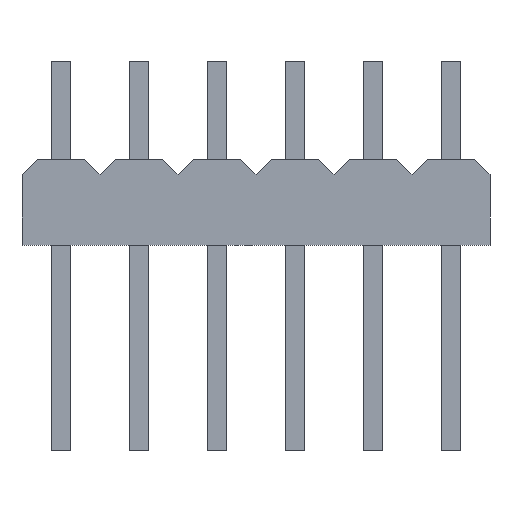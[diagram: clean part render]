
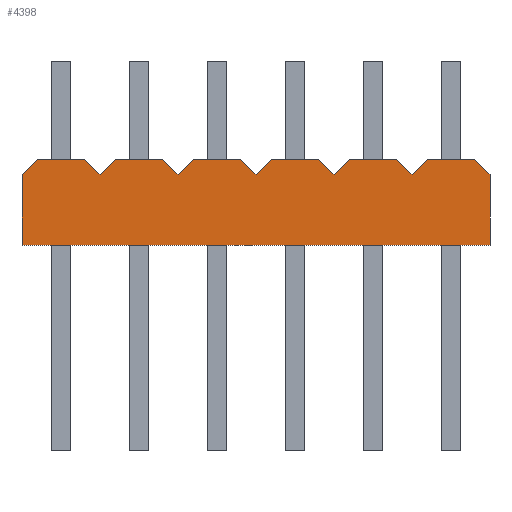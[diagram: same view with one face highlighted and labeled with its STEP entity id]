
A CAD part, front view. The second image highlights one B-rep face of the part: STEP entity #4398.
In plain terms, the highlighted planar face has unit normal (0, -1, 0).
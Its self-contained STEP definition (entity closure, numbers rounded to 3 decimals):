
#76=DIRECTION('',(0.,0.,-1.));
#77=VECTOR('',#76,2.3);
#78=CARTESIAN_POINT('',(-7.62,-2.5,-0.5));
#79=LINE('',#78,#77);
#824=DIRECTION('',(1.,0.,0.));
#825=VECTOR('',#824,15.24);
#826=CARTESIAN_POINT('',(-7.62,-2.5,-2.8));
#827=LINE('',#826,#825);
#1388=DIRECTION('',(-0.707,0.,-0.707));
#1389=VECTOR('',#1388,0.707);
#1390=CARTESIAN_POINT('',(5.58,-2.5,0.));
#1391=LINE('',#1390,#1389);
#1392=DIRECTION('',(1.,0.,0.));
#1393=VECTOR('',#1392,1.54);
#1394=CARTESIAN_POINT('',(5.58,-2.5,0.));
#1395=LINE('',#1394,#1393);
#1396=DIRECTION('',(-0.707,0.,0.707));
#1397=VECTOR('',#1396,0.707);
#1398=CARTESIAN_POINT('',(7.62,-2.5,-0.5));
#1399=LINE('',#1398,#1397);
#1400=DIRECTION('',(-0.707,0.,-0.707));
#1401=VECTOR('',#1400,0.707);
#1402=CARTESIAN_POINT('',(-7.12,-2.5,0.));
#1403=LINE('',#1402,#1401);
#1404=DIRECTION('',(1.,0.,0.));
#1405=VECTOR('',#1404,1.54);
#1406=CARTESIAN_POINT('',(-7.12,-2.5,0.));
#1407=LINE('',#1406,#1405);
#1408=DIRECTION('',(-0.707,0.,0.707));
#1409=VECTOR('',#1408,0.707);
#1410=CARTESIAN_POINT('',(-5.08,-2.5,-0.5));
#1411=LINE('',#1410,#1409);
#1412=DIRECTION('',(-0.707,0.,-0.707));
#1413=VECTOR('',#1412,0.707);
#1414=CARTESIAN_POINT('',(-4.58,-2.5,0.));
#1415=LINE('',#1414,#1413);
#1416=DIRECTION('',(1.,0.,0.));
#1417=VECTOR('',#1416,1.54);
#1418=CARTESIAN_POINT('',(-4.58,-2.5,0.));
#1419=LINE('',#1418,#1417);
#1420=DIRECTION('',(-0.707,0.,0.707));
#1421=VECTOR('',#1420,0.707);
#1422=CARTESIAN_POINT('',(-2.54,-2.5,-0.5));
#1423=LINE('',#1422,#1421);
#1424=DIRECTION('',(-0.707,0.,-0.707));
#1425=VECTOR('',#1424,0.707);
#1426=CARTESIAN_POINT('',(-2.04,-2.5,0.));
#1427=LINE('',#1426,#1425);
#1428=DIRECTION('',(1.,0.,0.));
#1429=VECTOR('',#1428,1.54);
#1430=CARTESIAN_POINT('',(-2.04,-2.5,0.));
#1431=LINE('',#1430,#1429);
#1432=DIRECTION('',(-0.707,0.,0.707));
#1433=VECTOR('',#1432,0.707);
#1434=CARTESIAN_POINT('',(0.,-2.5,-0.5));
#1435=LINE('',#1434,#1433);
#1436=DIRECTION('',(-0.707,0.,-0.707));
#1437=VECTOR('',#1436,0.707);
#1438=CARTESIAN_POINT('',(0.5,-2.5,0.));
#1439=LINE('',#1438,#1437);
#1440=DIRECTION('',(1.,0.,0.));
#1441=VECTOR('',#1440,1.54);
#1442=CARTESIAN_POINT('',(0.5,-2.5,0.));
#1443=LINE('',#1442,#1441);
#1444=DIRECTION('',(-0.707,0.,0.707));
#1445=VECTOR('',#1444,0.707);
#1446=CARTESIAN_POINT('',(2.54,-2.5,-0.5));
#1447=LINE('',#1446,#1445);
#1448=DIRECTION('',(-0.707,0.,-0.707));
#1449=VECTOR('',#1448,0.707);
#1450=CARTESIAN_POINT('',(3.04,-2.5,0.));
#1451=LINE('',#1450,#1449);
#1452=DIRECTION('',(1.,0.,0.));
#1453=VECTOR('',#1452,1.54);
#1454=CARTESIAN_POINT('',(3.04,-2.5,0.));
#1455=LINE('',#1454,#1453);
#1456=DIRECTION('',(-0.707,0.,0.707));
#1457=VECTOR('',#1456,0.707);
#1458=CARTESIAN_POINT('',(5.08,-2.5,-0.5));
#1459=LINE('',#1458,#1457);
#1628=DIRECTION('',(0.,0.,-1.));
#1629=VECTOR('',#1628,2.3);
#1630=CARTESIAN_POINT('',(7.62,-2.5,-0.5));
#1631=LINE('',#1630,#1629);
#1764=CARTESIAN_POINT('',(-7.62,-2.5,-2.8));
#1766=VERTEX_POINT('',#1764);
#1768=CARTESIAN_POINT('',(7.62,-2.5,-2.8));
#1770=VERTEX_POINT('',#1768);
#1773=CARTESIAN_POINT('',(-7.62,-2.5,-0.5));
#1775=VERTEX_POINT('',#1773);
#1777=CARTESIAN_POINT('',(7.62,-2.5,-0.5));
#1779=VERTEX_POINT('',#1777);
#1800=CARTESIAN_POINT('',(-7.12,-2.5,0.));
#1801=VERTEX_POINT('',#1800);
#1802=CARTESIAN_POINT('',(7.12,-2.5,0.));
#1803=VERTEX_POINT('',#1802);
#1826=CARTESIAN_POINT('',(-4.58,-2.5,0.));
#1827=VERTEX_POINT('',#1826);
#1828=CARTESIAN_POINT('',(-5.58,-2.5,0.));
#1829=VERTEX_POINT('',#1828);
#1830=CARTESIAN_POINT('',(-5.08,-2.5,-0.5));
#1831=VERTEX_POINT('',#1830);
#1918=CARTESIAN_POINT('',(-2.04,-2.5,0.));
#1919=VERTEX_POINT('',#1918);
#1920=CARTESIAN_POINT('',(-3.04,-2.5,0.));
#1921=VERTEX_POINT('',#1920);
#1922=CARTESIAN_POINT('',(-2.54,-2.5,-0.5));
#1923=VERTEX_POINT('',#1922);
#1946=CARTESIAN_POINT('',(0.5,-2.5,0.));
#1947=VERTEX_POINT('',#1946);
#1948=CARTESIAN_POINT('',(-0.5,-2.5,0.));
#1949=VERTEX_POINT('',#1948);
#1950=CARTESIAN_POINT('',(0.,-2.5,-0.5));
#1951=VERTEX_POINT('',#1950);
#1974=CARTESIAN_POINT('',(3.04,-2.5,0.));
#1975=VERTEX_POINT('',#1974);
#1976=CARTESIAN_POINT('',(2.04,-2.5,0.));
#1977=VERTEX_POINT('',#1976);
#1978=CARTESIAN_POINT('',(2.54,-2.5,-0.5));
#1979=VERTEX_POINT('',#1978);
#2002=CARTESIAN_POINT('',(5.58,-2.5,0.));
#2003=VERTEX_POINT('',#2002);
#2004=CARTESIAN_POINT('',(4.58,-2.5,0.));
#2005=VERTEX_POINT('',#2004);
#2006=CARTESIAN_POINT('',(5.08,-2.5,-0.5));
#2007=VERTEX_POINT('',#2006);
#4355=CARTESIAN_POINT('',(-7.62,-2.5,0.));
#4356=DIRECTION('',(0.,-1.,0.));
#4357=DIRECTION('',(0.,0.,-1.));
#4358=AXIS2_PLACEMENT_3D('',#4355,#4356,#4357);
#4359=PLANE('',#4358);
#4360=ORIENTED_EDGE('',*,*,#2431,.F.);
#4362=ORIENTED_EDGE('',*,*,#4361,.T.);
#4364=ORIENTED_EDGE('',*,*,#4363,.F.);
#4366=ORIENTED_EDGE('',*,*,#4365,.T.);
#4367=ORIENTED_EDGE('',*,*,#3067,.F.);
#4368=ORIENTED_EDGE('',*,*,#2335,.F.);
#4369=ORIENTED_EDGE('',*,*,#2361,.F.);
#4371=ORIENTED_EDGE('',*,*,#4370,.T.);
#4372=ORIENTED_EDGE('',*,*,#2534,.F.);
#4373=ORIENTED_EDGE('',*,*,#2563,.F.);
#4375=ORIENTED_EDGE('',*,*,#4374,.T.);
#4377=ORIENTED_EDGE('',*,*,#4376,.F.);
#4379=ORIENTED_EDGE('',*,*,#4378,.F.);
#4381=ORIENTED_EDGE('',*,*,#4380,.T.);
#4383=ORIENTED_EDGE('',*,*,#4382,.F.);
#4385=ORIENTED_EDGE('',*,*,#4384,.F.);
#4387=ORIENTED_EDGE('',*,*,#4386,.T.);
#4389=ORIENTED_EDGE('',*,*,#4388,.F.);
#4391=ORIENTED_EDGE('',*,*,#4390,.F.);
#4393=ORIENTED_EDGE('',*,*,#4392,.T.);
#4395=ORIENTED_EDGE('',*,*,#4394,.F.);
#4396=EDGE_LOOP('',(#4360,#4362,#4364,#4366,#4367,#4368,#4369,#4371,#4372,#4373,
#4375,#4377,#4379,#4381,#4383,#4385,#4387,#4389,#4391,#4393,#4395));
#4397=FACE_OUTER_BOUND('',#4396,.F.);
#4398=ADVANCED_FACE('',(#4397),#4359,.T.);
#2335=EDGE_CURVE('',#1775,#1766,#79,.T.);
#2361=EDGE_CURVE('',#1801,#1775,#1403,.T.);
#2431=EDGE_CURVE('',#2003,#2007,#1391,.T.);
#2534=EDGE_CURVE('',#1831,#1829,#1411,.T.);
#2563=EDGE_CURVE('',#1827,#1831,#1415,.T.);
#3067=EDGE_CURVE('',#1766,#1770,#827,.T.);
#4361=EDGE_CURVE('',#2003,#1803,#1395,.T.);
#4363=EDGE_CURVE('',#1779,#1803,#1399,.T.);
#4365=EDGE_CURVE('',#1779,#1770,#1631,.T.);
#4370=EDGE_CURVE('',#1801,#1829,#1407,.T.);
#4374=EDGE_CURVE('',#1827,#1921,#1419,.T.);
#4376=EDGE_CURVE('',#1923,#1921,#1423,.T.);
#4378=EDGE_CURVE('',#1919,#1923,#1427,.T.);
#4380=EDGE_CURVE('',#1919,#1949,#1431,.T.);
#4382=EDGE_CURVE('',#1951,#1949,#1435,.T.);
#4384=EDGE_CURVE('',#1947,#1951,#1439,.T.);
#4386=EDGE_CURVE('',#1947,#1977,#1443,.T.);
#4388=EDGE_CURVE('',#1979,#1977,#1447,.T.);
#4390=EDGE_CURVE('',#1975,#1979,#1451,.T.);
#4392=EDGE_CURVE('',#1975,#2005,#1455,.T.);
#4394=EDGE_CURVE('',#2007,#2005,#1459,.T.);
